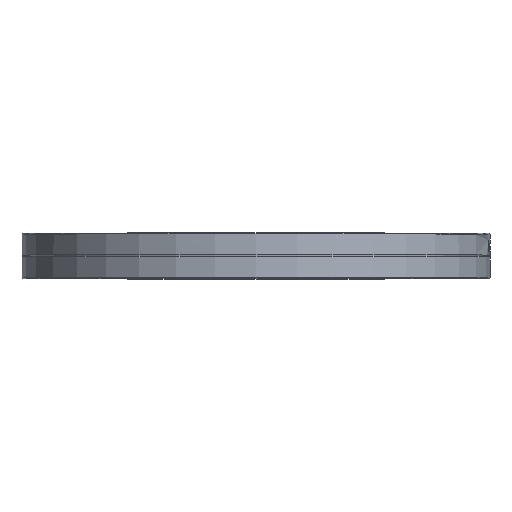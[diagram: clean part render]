
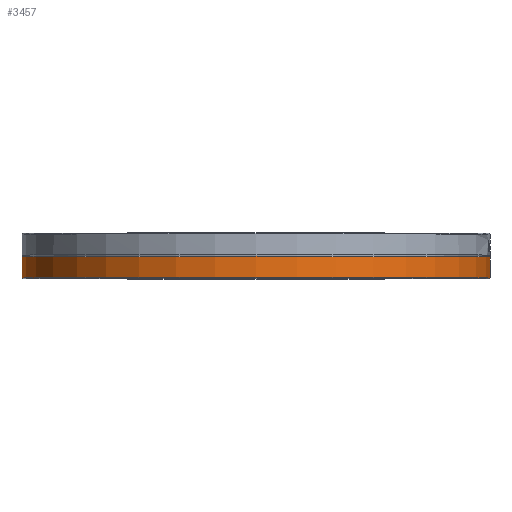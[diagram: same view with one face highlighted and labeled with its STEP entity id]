
A CAD part, top view. The second image highlights one B-rep face of the part: STEP entity #3457.
In plain terms, the highlighted cylindrical face has radius 127 mm (diameter 254 mm), a full revolution.
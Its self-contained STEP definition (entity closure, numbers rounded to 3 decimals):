
#327=CYLINDRICAL_SURFACE('',#3731,127.);
#388=FACE_OUTER_BOUND('',#626,.T.);
#626=EDGE_LOOP('',(#2419,#2420,#2421,#2422,#2423,#2424));
#861=LINE('',#5020,#1064);
#1064=VECTOR('',#4163,127.);
#1266=CIRCLE('',#3702,127.);
#1267=CIRCLE('',#3703,127.);
#1294=CIRCLE('',#3732,127.);
#1295=CIRCLE('',#3733,127.);
#1459=VERTEX_POINT('',#4957);
#1460=VERTEX_POINT('',#4958);
#1487=VERTEX_POINT('',#5016);
#1488=VERTEX_POINT('',#5017);
#1817=EDGE_CURVE('',#1459,#1460,#1266,.T.);
#1818=EDGE_CURVE('',#1460,#1459,#1267,.T.);
#1846=EDGE_CURVE('',#1487,#1488,#1294,.T.);
#1847=EDGE_CURVE('',#1488,#1487,#1295,.T.);
#1848=EDGE_CURVE('',#1488,#1460,#861,.T.);
#2419=ORIENTED_EDGE('',*,*,#1846,.F.);
#2420=ORIENTED_EDGE('',*,*,#1847,.F.);
#2421=ORIENTED_EDGE('',*,*,#1848,.T.);
#2422=ORIENTED_EDGE('',*,*,#1817,.F.);
#2423=ORIENTED_EDGE('',*,*,#1818,.F.);
#2424=ORIENTED_EDGE('',*,*,#1848,.F.);
#3457=ADVANCED_FACE('',(#388),#327,.T.);
#3702=AXIS2_PLACEMENT_3D('',#4959,#4098,#4099);
#3703=AXIS2_PLACEMENT_3D('',#4960,#4100,#4101);
#3731=AXIS2_PLACEMENT_3D('',#5015,#4157,#4158);
#3732=AXIS2_PLACEMENT_3D('',#5018,#4159,#4160);
#3733=AXIS2_PLACEMENT_3D('',#5019,#4161,#4162);
#4098=DIRECTION('center_axis',(0.,-1.,0.));
#4099=DIRECTION('ref_axis',(1.,0.,0.));
#4100=DIRECTION('center_axis',(0.,-1.,0.));
#4101=DIRECTION('ref_axis',(1.,0.,0.));
#4157=DIRECTION('center_axis',(0.,1.,0.));
#4158=DIRECTION('ref_axis',(-1.,0.,0.));
#4159=DIRECTION('center_axis',(0.,1.,0.));
#4160=DIRECTION('ref_axis',(1.,0.,0.));
#4161=DIRECTION('center_axis',(0.,1.,0.));
#4162=DIRECTION('ref_axis',(1.,0.,0.));
#4163=DIRECTION('',(0.,-1.,0.));
#4957=CARTESIAN_POINT('',(-127.,0.5,0.));
#4958=CARTESIAN_POINT('',(127.,0.5,0.));
#4959=CARTESIAN_POINT('Origin',(0.,0.5,0.));
#4960=CARTESIAN_POINT('Origin',(0.,0.5,0.));
#5015=CARTESIAN_POINT('Origin',(0.,5.906,0.));
#5016=CARTESIAN_POINT('',(0.,11.813,-127.));
#5017=CARTESIAN_POINT('',(127.,11.813,0.));
#5018=CARTESIAN_POINT('Origin',(0.,11.813,0.));
#5019=CARTESIAN_POINT('Origin',(0.,11.813,0.));
#5020=CARTESIAN_POINT('',(127.,5.906,0.));
